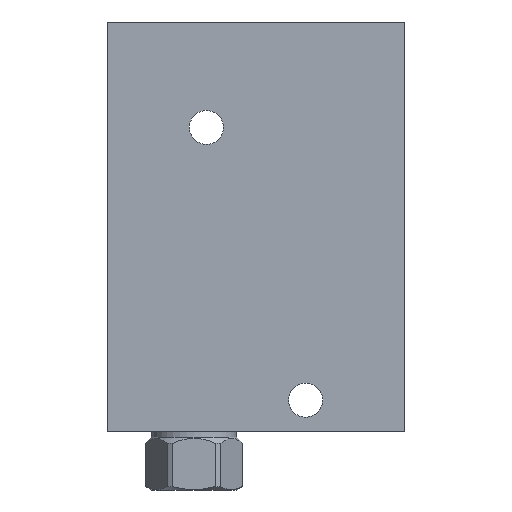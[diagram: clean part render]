
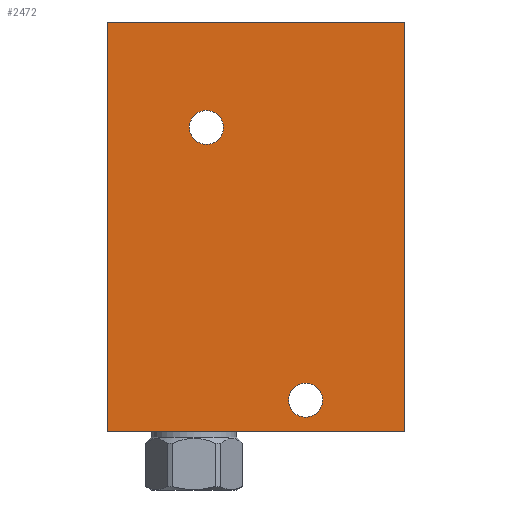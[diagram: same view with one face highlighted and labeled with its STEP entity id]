
A CAD part, front view. The second image highlights one B-rep face of the part: STEP entity #2472.
In plain terms, the highlighted planar face has unit normal (0, -1, 0).
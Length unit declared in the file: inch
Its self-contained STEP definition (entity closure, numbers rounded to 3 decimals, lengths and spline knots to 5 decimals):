
#5=DIRECTION('',(1.,0.,0.));
#6=VECTOR('',#5,3.);
#7=CARTESIAN_POINT('',(0.,-1.25,0.));
#8=LINE('',#7,#6);
#85=DIRECTION('',(0.,0.,1.));
#86=VECTOR('',#85,4.125);
#87=CARTESIAN_POINT('',(3.,-1.25,0.));
#88=LINE('',#87,#86);
#109=DIRECTION('',(0.,0.,1.));
#110=VECTOR('',#109,4.125);
#111=CARTESIAN_POINT('',(0.,-1.25,0.));
#112=LINE('',#111,#110);
#113=CARTESIAN_POINT('',(1.,-1.25,3.062));
#114=DIRECTION('',(0.,-1.,0.));
#115=DIRECTION('',(-1.,0.,0.));
#116=AXIS2_PLACEMENT_3D('',#113,#114,#115);
#118=CARTESIAN_POINT('',(1.,-1.25,3.062));
#119=DIRECTION('',(0.,-1.,0.));
#120=DIRECTION('',(1.,0.,0.));
#121=AXIS2_PLACEMENT_3D('',#118,#119,#120);
#123=CARTESIAN_POINT('',(2.,-1.25,0.312));
#124=DIRECTION('',(0.,-1.,0.));
#125=DIRECTION('',(-1.,0.,0.));
#126=AXIS2_PLACEMENT_3D('',#123,#124,#125);
#128=CARTESIAN_POINT('',(2.,-1.25,0.312));
#129=DIRECTION('',(0.,-1.,0.));
#130=DIRECTION('',(1.,0.,0.));
#131=AXIS2_PLACEMENT_3D('',#128,#129,#130);
#145=DIRECTION('',(1.,0.,0.));
#146=VECTOR('',#145,3.);
#147=CARTESIAN_POINT('',(0.,-1.25,4.125));
#148=LINE('',#147,#146);
#2040=CARTESIAN_POINT('',(0.,-1.25,0.));
#2042=VERTEX_POINT('',#2040);
#2043=CARTESIAN_POINT('',(3.,-1.25,0.));
#2044=VERTEX_POINT('',#2043);
#2048=CARTESIAN_POINT('',(0.,-1.25,4.125));
#2050=VERTEX_POINT('',#2048);
#2051=CARTESIAN_POINT('',(3.,-1.25,4.125));
#2052=VERTEX_POINT('',#2051);
#2207=CARTESIAN_POINT('',(0.828,-1.25,3.062));
#2208=CARTESIAN_POINT('',(1.172,-1.25,3.062));
#2209=VERTEX_POINT('',#2207);
#2210=VERTEX_POINT('',#2208);
#2215=CARTESIAN_POINT('',(1.828,-1.25,0.312));
#2216=CARTESIAN_POINT('',(2.172,-1.25,0.312));
#2217=VERTEX_POINT('',#2215);
#2218=VERTEX_POINT('',#2216);
#2448=CARTESIAN_POINT('',(0.,-1.25,0.));
#2449=DIRECTION('',(0.,-1.,0.));
#2450=DIRECTION('',(1.,0.,0.));
#2451=AXIS2_PLACEMENT_3D('',#2448,#2449,#2450);
#2452=PLANE('',#2451);
#2453=ORIENTED_EDGE('',*,*,#2348,.F.);
#2454=ORIENTED_EDGE('',*,*,#2373,.T.);
#2456=ORIENTED_EDGE('',*,*,#2455,.T.);
#2457=ORIENTED_EDGE('',*,*,#2428,.F.);
#2458=EDGE_LOOP('',(#2453,#2454,#2456,#2457));
#2459=FACE_OUTER_BOUND('',#2458,.F.);
#2461=ORIENTED_EDGE('',*,*,#2460,.T.);
#2463=ORIENTED_EDGE('',*,*,#2462,.T.);
#2464=EDGE_LOOP('',(#2461,#2463));
#2465=FACE_BOUND('',#2464,.F.);
#2467=ORIENTED_EDGE('',*,*,#2466,.T.);
#2469=ORIENTED_EDGE('',*,*,#2468,.T.);
#2470=EDGE_LOOP('',(#2467,#2469));
#2471=FACE_BOUND('',#2470,.F.);
#2472=ADVANCED_FACE('',(#2459,#2465,#2471),#2452,.T.);
#117=CIRCLE('',#116,0.172);
#122=CIRCLE('',#121,0.172);
#127=CIRCLE('',#126,0.172);
#132=CIRCLE('',#131,0.172);
#2348=EDGE_CURVE('',#2042,#2044,#8,.T.);
#2373=EDGE_CURVE('',#2042,#2050,#112,.T.);
#2428=EDGE_CURVE('',#2044,#2052,#88,.T.);
#2455=EDGE_CURVE('',#2050,#2052,#148,.T.);
#2460=EDGE_CURVE('',#2209,#2210,#117,.T.);
#2462=EDGE_CURVE('',#2210,#2209,#122,.T.);
#2466=EDGE_CURVE('',#2217,#2218,#127,.T.);
#2468=EDGE_CURVE('',#2218,#2217,#132,.T.);
